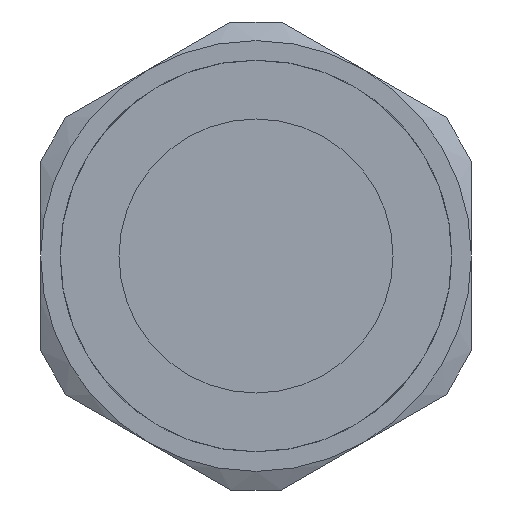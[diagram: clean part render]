
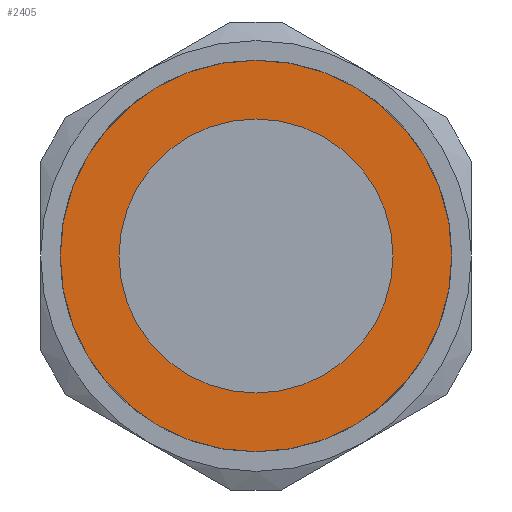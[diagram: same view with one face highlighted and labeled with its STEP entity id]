
A CAD part, front view. The second image highlights one B-rep face of the part: STEP entity #2405.
In plain terms, the highlighted planar face has unit normal (0, -1, 0).
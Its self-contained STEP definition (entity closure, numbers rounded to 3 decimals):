
#62=CARTESIAN_POINT('',(0.,-6.36,0.));
#63=DIRECTION('',(0.,-1.,0.));
#64=DIRECTION('',(0.,0.,-1.));
#65=AXIS2_PLACEMENT_3D('',#62,#63,#64);
#92=CARTESIAN_POINT('',(0.,-6.36,0.));
#93=DIRECTION('',(0.,1.,0.));
#94=DIRECTION('',(0.,0.,-1.));
#95=AXIS2_PLACEMENT_3D('',#92,#93,#94);
#123=CARTESIAN_POINT('',(0.,-6.36,0.));
#124=DIRECTION('',(0.,-1.,0.));
#125=DIRECTION('',(0.,0.,1.));
#126=AXIS2_PLACEMENT_3D('',#123,#124,#125);
#128=CARTESIAN_POINT('',(0.,-6.36,0.));
#129=DIRECTION('',(0.,-1.,0.));
#130=DIRECTION('',(0.,0.,-1.));
#131=AXIS2_PLACEMENT_3D('',#128,#129,#130);
#1960=CARTESIAN_POINT('',(0.,-6.36,-10.));
#1962=VERTEX_POINT('',#1960);
#1970=CARTESIAN_POINT('',(0.,-6.36,10.));
#1972=VERTEX_POINT('',#1970);
#2078=CARTESIAN_POINT('',(0.,-6.36,6.986));
#2079=CARTESIAN_POINT('',(0.,-6.36,-6.986));
#2080=VERTEX_POINT('',#2078);
#2081=VERTEX_POINT('',#2079);
#2390=CARTESIAN_POINT('',(0.,-6.36,0.));
#2391=DIRECTION('',(0.,1.,0.));
#2392=DIRECTION('',(0.,0.,-1.));
#2393=AXIS2_PLACEMENT_3D('',#2390,#2391,#2392);
#2394=PLANE('',#2393);
#2395=ORIENTED_EDGE('',*,*,#2311,.F.);
#2396=ORIENTED_EDGE('',*,*,#2353,.T.);
#2397=EDGE_LOOP('',(#2395,#2396));
#2398=FACE_OUTER_BOUND('',#2397,.F.);
#2400=ORIENTED_EDGE('',*,*,#2399,.T.);
#2402=ORIENTED_EDGE('',*,*,#2401,.T.);
#2403=EDGE_LOOP('',(#2400,#2402));
#2404=FACE_BOUND('',#2403,.F.);
#66=CIRCLE('',#65,10.);
#96=CIRCLE('',#95,10.);
#127=CIRCLE('',#126,6.986);
#132=CIRCLE('',#131,6.986);
#2311=EDGE_CURVE('',#1962,#1972,#66,.T.);
#2353=EDGE_CURVE('',#1962,#1972,#96,.T.);
#2399=EDGE_CURVE('',#2080,#2081,#127,.T.);
#2401=EDGE_CURVE('',#2081,#2080,#132,.T.);
#2405=ADVANCED_FACE('',(#2398,#2404),#2394,.F.);
